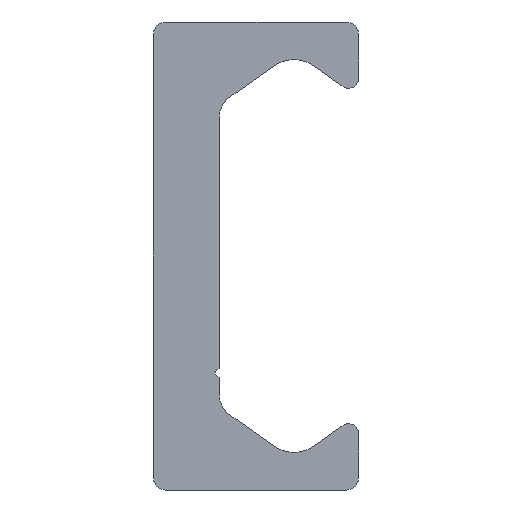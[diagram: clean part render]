
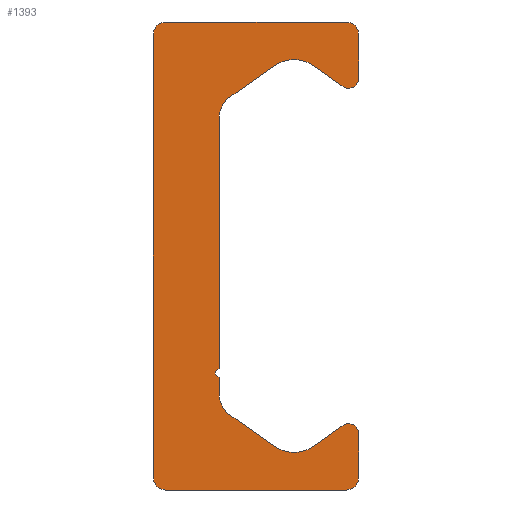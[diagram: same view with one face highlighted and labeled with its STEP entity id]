
A CAD part, left-side view. The second image highlights one B-rep face of the part: STEP entity #1393.
In plain terms, the highlighted planar face has unit normal (-1, 0, 0).
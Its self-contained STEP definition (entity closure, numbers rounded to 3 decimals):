
#628=CARTESIAN_POINT('',(0.0,5.4,-14.));
#629=VERTEX_POINT('',#628);
#636=CARTESIAN_POINT('',(0.0,6.15,-13.25));
#637=VERTEX_POINT('',#636);
#638=CARTESIAN_POINT('',(0.0,5.4,-13.25));
#639=DIRECTION('',(1.0,0.0,0.0));
#640=DIRECTION('',(0.0,0.0,-1.0));
#641=AXIS2_PLACEMENT_3D('',#638,#639,#640);
#642=CIRCLE('',#641,0.75);
#643=EDGE_CURVE('',#629,#637,#642,.T.);
#667=CARTESIAN_POINT('',(0.0,-5.4,-14.));
#668=VERTEX_POINT('',#667);
#675=CARTESIAN_POINT('',(0.0,-5.4,-14.));
#676=DIRECTION('',(0.0,1.0,0.0));
#677=VECTOR('',#676,10.8);
#678=LINE('',#675,#677);
#679=EDGE_CURVE('',#668,#629,#678,.T.);
#699=CARTESIAN_POINT('',(0.0,-6.15,-13.25));
#700=VERTEX_POINT('',#699);
#707=CARTESIAN_POINT('',(0.0,-5.4,-13.25));
#708=DIRECTION('',(1.0,0.0,0.0));
#709=DIRECTION('',(0.0,-1.0,0.0));
#710=AXIS2_PLACEMENT_3D('',#707,#708,#709);
#711=CIRCLE('',#710,0.75);
#712=EDGE_CURVE('',#700,#668,#711,.T.);
#731=CARTESIAN_POINT('',(0.0,-6.15,-10.63));
#732=VERTEX_POINT('',#731);
#739=CARTESIAN_POINT('',(0.0,-6.15,-10.63));
#740=DIRECTION('',(0.0,0.0,-1.0));
#741=VECTOR('',#740,2.62);
#742=LINE('',#739,#741);
#743=EDGE_CURVE('',#732,#700,#742,.T.);
#763=CARTESIAN_POINT('',(0.0,-5.206,-10.139));
#764=VERTEX_POINT('',#763);
#771=CARTESIAN_POINT('',(0.0,-5.55,-10.63));
#772=DIRECTION('',(1.0,0.0,0.0));
#773=DIRECTION('',(0.0,0.574,0.819));
#774=AXIS2_PLACEMENT_3D('',#771,#772,#773);
#775=CIRCLE('',#774,0.6);
#776=EDGE_CURVE('',#764,#732,#775,.T.);
#795=CARTESIAN_POINT('',(0.0,-3.417,-11.391));
#796=VERTEX_POINT('',#795);
#803=CARTESIAN_POINT('',(0.0,-3.417,-11.391));
#804=DIRECTION('',(0.0,-0.819,0.574));
#805=VECTOR('',#804,2.184);
#806=LINE('',#803,#805);
#807=EDGE_CURVE('',#796,#764,#806,.T.);
#827=CARTESIAN_POINT('',(0.0,-1.123,-11.391));
#828=VERTEX_POINT('',#827);
#835=CARTESIAN_POINT('',(0.0,-2.27,-9.753));
#836=DIRECTION('',(-1.0,0.0,0.0));
#837=DIRECTION('',(0.0,0.574,0.819));
#838=AXIS2_PLACEMENT_3D('',#835,#836,#837);
#839=CIRCLE('',#838,2.0);
#840=EDGE_CURVE('',#828,#796,#839,.T.);
#859=CARTESIAN_POINT('',(0.0,1.56,-9.512));
#860=VERTEX_POINT('',#859);
#867=CARTESIAN_POINT('',(0.0,1.56,-9.512));
#868=DIRECTION('',(0.0,-0.819,-0.574));
#869=VECTOR('',#868,3.276);
#870=LINE('',#867,#869);
#871=EDGE_CURVE('',#860,#828,#870,.T.);
#891=CARTESIAN_POINT('',(0.0,2.2,-8.283));
#892=VERTEX_POINT('',#891);
#899=CARTESIAN_POINT('',(0.0,0.7,-8.283));
#900=DIRECTION('',(-1.0,0.0,0.0));
#901=DIRECTION('',(0.0,-0.574,0.819));
#902=AXIS2_PLACEMENT_3D('',#899,#900,#901);
#903=CIRCLE('',#902,1.5);
#904=EDGE_CURVE('',#892,#860,#903,.T.);
#923=CARTESIAN_POINT('',(0.0,2.2,-7.25));
#924=VERTEX_POINT('',#923);
#931=CARTESIAN_POINT('',(0.0,2.2,-7.25));
#932=DIRECTION('',(0.0,0.0,-1.0));
#933=VECTOR('',#932,1.033);
#934=LINE('',#931,#933);
#935=EDGE_CURVE('',#924,#892,#934,.T.);
#955=CARTESIAN_POINT('',(0.0,2.2,-6.75));
#956=VERTEX_POINT('',#955);
#963=CARTESIAN_POINT('',(0.0,2.2,-7.));
#964=DIRECTION('',(-1.0,0.0,0.0));
#965=DIRECTION('',(0.0,0.0,1.0));
#966=AXIS2_PLACEMENT_3D('',#963,#964,#965);
#967=CIRCLE('',#966,0.25);
#968=EDGE_CURVE('',#956,#924,#967,.T.);
#987=CARTESIAN_POINT('',(0.0,2.2,8.283));
#988=VERTEX_POINT('',#987);
#995=CARTESIAN_POINT('',(0.0,2.2,8.283));
#996=DIRECTION('',(0.0,0.0,-1.0));
#997=VECTOR('',#996,15.033);
#998=LINE('',#995,#997);
#999=EDGE_CURVE('',#988,#956,#998,.T.);
#1043=CARTESIAN_POINT('',(0.0,1.56,9.512));
#1044=VERTEX_POINT('',#1043);
#1051=CARTESIAN_POINT('',(0.0,0.7,8.283));
#1052=DIRECTION('',(-1.0,0.0,0.0));
#1053=DIRECTION('',(0.0,-1.0,0.0));
#1054=AXIS2_PLACEMENT_3D('',#1051,#1052,#1053);
#1055=CIRCLE('',#1054,1.5);
#1056=EDGE_CURVE('',#1044,#988,#1055,.T.);
#1075=CARTESIAN_POINT('',(0.0,-1.123,11.391));
#1076=VERTEX_POINT('',#1075);
#1083=CARTESIAN_POINT('',(0.0,-1.123,11.391));
#1084=DIRECTION('',(0.0,0.819,-0.574));
#1085=VECTOR('',#1084,3.276);
#1086=LINE('',#1083,#1085);
#1087=EDGE_CURVE('',#1076,#1044,#1086,.T.);
#1107=CARTESIAN_POINT('',(0.0,-3.417,11.391));
#1108=VERTEX_POINT('',#1107);
#1115=CARTESIAN_POINT('',(0.0,-2.27,9.753));
#1116=DIRECTION('',(-1.0,0.0,0.0));
#1117=DIRECTION('',(0.0,-0.574,-0.819));
#1118=AXIS2_PLACEMENT_3D('',#1115,#1116,#1117);
#1119=CIRCLE('',#1118,2.0);
#1120=EDGE_CURVE('',#1108,#1076,#1119,.T.);
#1139=CARTESIAN_POINT('',(0.0,-5.206,10.139));
#1140=VERTEX_POINT('',#1139);
#1147=CARTESIAN_POINT('',(0.0,-5.206,10.139));
#1148=DIRECTION('',(0.0,0.819,0.574));
#1149=VECTOR('',#1148,2.184);
#1150=LINE('',#1147,#1149);
#1151=EDGE_CURVE('',#1140,#1108,#1150,.T.);
#1171=CARTESIAN_POINT('',(0.0,-6.15,10.63));
#1172=VERTEX_POINT('',#1171);
#1179=CARTESIAN_POINT('',(0.0,-5.55,10.63));
#1180=DIRECTION('',(1.0,0.0,0.0));
#1181=DIRECTION('',(0.0,-1.0,0.0));
#1182=AXIS2_PLACEMENT_3D('',#1179,#1180,#1181);
#1183=CIRCLE('',#1182,0.6);
#1184=EDGE_CURVE('',#1172,#1140,#1183,.T.);
#1203=CARTESIAN_POINT('',(0.0,-6.15,13.25));
#1204=VERTEX_POINT('',#1203);
#1211=CARTESIAN_POINT('',(0.0,-6.15,13.25));
#1212=DIRECTION('',(0.0,0.0,-1.0));
#1213=VECTOR('',#1212,2.62);
#1214=LINE('',#1211,#1213);
#1215=EDGE_CURVE('',#1204,#1172,#1214,.T.);
#1235=CARTESIAN_POINT('',(0.0,-5.4,14.));
#1236=VERTEX_POINT('',#1235);
#1243=CARTESIAN_POINT('',(0.0,-5.4,13.25));
#1244=DIRECTION('',(1.0,0.0,0.0));
#1245=DIRECTION('',(0.0,0.0,1.0));
#1246=AXIS2_PLACEMENT_3D('',#1243,#1244,#1245);
#1247=CIRCLE('',#1246,0.75);
#1248=EDGE_CURVE('',#1236,#1204,#1247,.T.);
#1267=CARTESIAN_POINT('',(0.0,5.4,14.));
#1268=VERTEX_POINT('',#1267);
#1275=CARTESIAN_POINT('',(0.0,5.4,14.));
#1276=DIRECTION('',(0.0,-1.0,0.0));
#1277=VECTOR('',#1276,10.8);
#1278=LINE('',#1275,#1277);
#1279=EDGE_CURVE('',#1268,#1236,#1278,.T.);
#1299=CARTESIAN_POINT('',(0.0,6.15,13.25));
#1300=VERTEX_POINT('',#1299);
#1307=CARTESIAN_POINT('',(0.0,5.4,13.25));
#1308=DIRECTION('',(1.0,0.0,0.0));
#1309=DIRECTION('',(0.0,1.0,0.0));
#1310=AXIS2_PLACEMENT_3D('',#1307,#1308,#1309);
#1311=CIRCLE('',#1310,0.75);
#1312=EDGE_CURVE('',#1300,#1268,#1311,.T.);
#1330=CARTESIAN_POINT('',(0.0,6.15,-13.25));
#1331=DIRECTION('',(0.0,0.0,1.0));
#1332=VECTOR('',#1331,26.5);
#1333=LINE('',#1330,#1332);
#1334=EDGE_CURVE('',#637,#1300,#1333,.T.);
#1364=CARTESIAN_POINT('',(0.0,1.352,-0.021));
#1365=DIRECTION('',(1.0,0.0,0.0));
#1366=DIRECTION('',(0.0,0.0,-1.0));
#1367=AXIS2_PLACEMENT_3D('',#1364,#1365,#1366);
#1368=PLANE('',#1367);
#1369=ORIENTED_EDGE('',*,*,#1334,.F.);
#1370=ORIENTED_EDGE('',*,*,#643,.F.);
#1371=ORIENTED_EDGE('',*,*,#679,.F.);
#1372=ORIENTED_EDGE('',*,*,#712,.F.);
#1373=ORIENTED_EDGE('',*,*,#743,.F.);
#1374=ORIENTED_EDGE('',*,*,#776,.F.);
#1375=ORIENTED_EDGE('',*,*,#807,.F.);
#1376=ORIENTED_EDGE('',*,*,#840,.F.);
#1377=ORIENTED_EDGE('',*,*,#871,.F.);
#1378=ORIENTED_EDGE('',*,*,#904,.F.);
#1379=ORIENTED_EDGE('',*,*,#935,.F.);
#1380=ORIENTED_EDGE('',*,*,#968,.F.);
#1381=ORIENTED_EDGE('',*,*,#999,.F.);
#1382=ORIENTED_EDGE('',*,*,#1056,.F.);
#1383=ORIENTED_EDGE('',*,*,#1087,.F.);
#1384=ORIENTED_EDGE('',*,*,#1120,.F.);
#1385=ORIENTED_EDGE('',*,*,#1151,.F.);
#1386=ORIENTED_EDGE('',*,*,#1184,.F.);
#1387=ORIENTED_EDGE('',*,*,#1215,.F.);
#1388=ORIENTED_EDGE('',*,*,#1248,.F.);
#1389=ORIENTED_EDGE('',*,*,#1279,.F.);
#1390=ORIENTED_EDGE('',*,*,#1312,.F.);
#1391=EDGE_LOOP('',(#1369,#1370,#1371,#1372,#1373,#1374,#1375,#1376,#1377,#1378,#1379,#1380,#1381,#1382,#1383,#1384,#1385,#1386,#1387,#1388,#1389,#1390));
#1392=FACE_OUTER_BOUND('',#1391,.T.);
#1393=ADVANCED_FACE('',(#1392),#1368,.F.);
